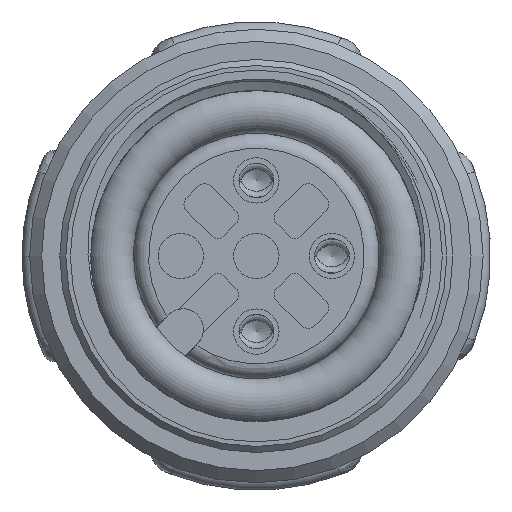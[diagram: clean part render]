
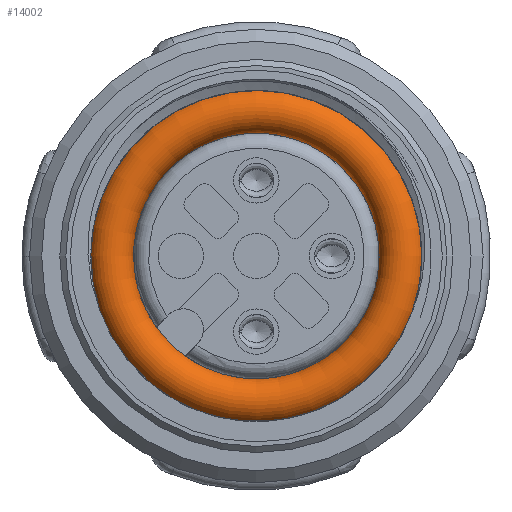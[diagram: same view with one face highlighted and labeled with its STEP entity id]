
A CAD part, front view. The second image highlights one B-rep face of the part: STEP entity #14002.
In plain terms, the highlighted toroidal (fillet/blend) face has major radius 4.812 mm and minor radius 0.75 mm.
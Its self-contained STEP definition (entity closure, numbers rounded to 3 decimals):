
#2513=TOROIDAL_SURFACE($,#15931,4.812,0.75);
#3338=FACE_OUTER_BOUND($,#4337,.T.);
#4337=EDGE_LOOP($,(#13129,#13131,#13130,#13132));
#5451=CIRCLE($,#15932,0.75);
#5452=CIRCLE($,#15933,5.562);
#7012=VERTEX_POINT($,#32207);
#9051=EDGE_CURVE($,#7012,#7012,#5451,.T.);
#9052=EDGE_CURVE($,#7012,#7012,#5452,.T.);
#13129=ORIENTED_EDGE($,*,*,#9051,.T.);
#13130=ORIENTED_EDGE($,*,*,#9051,.F.);
#13131=ORIENTED_EDGE($,*,*,#9052,.T.);
#13132=ORIENTED_EDGE($,*,*,#9052,.F.);
#14002=ADVANCED_FACE($,(#3338),#2513,.T.);
#15931=AXIS2_PLACEMENT_3D($,#32204,#20494,#20495);
#15932=AXIS2_PLACEMENT_3D($,#32205,#20496,#20497);
#15933=AXIS2_PLACEMENT_3D($,#32206,#20498,#20499);
#20494=DIRECTION('center_axis',(0.,-1.,0.));
#20495=DIRECTION('ref_axis',(0.,0.,-1.));
#20496=DIRECTION('center_axis',(-1.,0.,0.));
#20497=DIRECTION('ref_axis',(0.,0.,-1.));
#20498=DIRECTION('center_axis',(0.,1.,0.));
#20499=DIRECTION('ref_axis',(0.,0.,-1.));
#32204=CARTESIAN_POINT('Origin',(0.,0.,0.));
#32205=CARTESIAN_POINT('Origin',(0.,0.,-4.813));
#32206=CARTESIAN_POINT('Origin',(0.,0.,0.));
#32207=CARTESIAN_POINT('',(0.,0.,-5.562));
